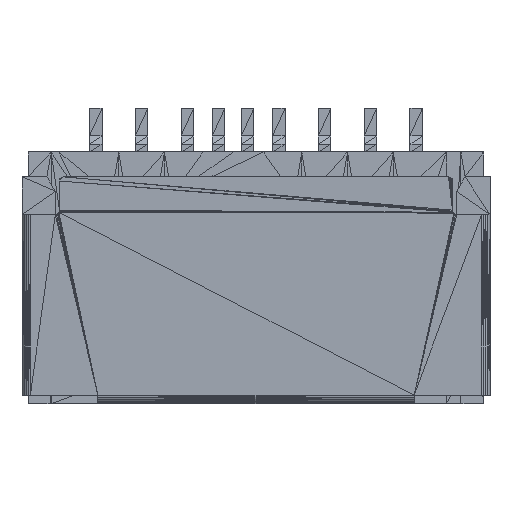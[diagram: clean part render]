
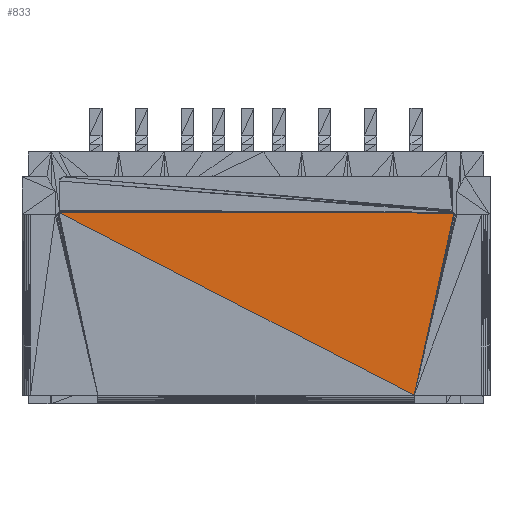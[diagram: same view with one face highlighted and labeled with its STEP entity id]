
A CAD part, top view. The second image highlights one B-rep face of the part: STEP entity #833.
In plain terms, the highlighted planar face has unit normal (0, 0, 1).
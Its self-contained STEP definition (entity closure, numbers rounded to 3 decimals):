
#22 = VERTEX_POINT('',#23);
#23 = CARTESIAN_POINT('',(3.8,-2.825,1.45));
#554 = EDGE_CURVE('',#22,#555,#557,.T.);
#555 = VERTEX_POINT('',#556);
#556 = CARTESIAN_POINT('',(-4.738,1.575,1.45));
#557 = LINE('',#558,#559);
#558 = CARTESIAN_POINT('',(3.8,-2.825,1.45));
#559 = VECTOR('',#560,1.);
#560 = DIRECTION('',(-0.889,0.458,0.));
#816 = VERTEX_POINT('',#817);
#817 = CARTESIAN_POINT('',(4.754,1.554,1.45));
#823 = EDGE_CURVE('',#816,#22,#824,.T.);
#824 = LINE('',#825,#826);
#825 = CARTESIAN_POINT('',(4.754,1.554,1.45));
#826 = VECTOR('',#827,1.);
#827 = DIRECTION('',(-0.213,-0.977,0.));
#833 = ADVANCED_FACE('',(#834),#844,.T.);
#834 = FACE_BOUND('',#835,.T.);
#835 = EDGE_LOOP('',(#836,#837,#843));
#836 = ORIENTED_EDGE('',*,*,#823,.F.);
#837 = ORIENTED_EDGE('',*,*,#838,.T.);
#838 = EDGE_CURVE('',#816,#555,#839,.T.);
#839 = LINE('',#840,#841);
#840 = CARTESIAN_POINT('',(4.754,1.554,1.45));
#841 = VECTOR('',#842,1.);
#842 = DIRECTION('',(-1.,0.002,0.));
#843 = ORIENTED_EDGE('',*,*,#554,.F.);
#844 = PLANE('',#845);
#845 = AXIS2_PLACEMENT_3D('',#846,#847,#848);
#846 = CARTESIAN_POINT('',(3.8,-2.825,1.45));
#847 = DIRECTION('',(0.,0.,1.));
#848 = DIRECTION('',(-0.977,0.213,0.));
